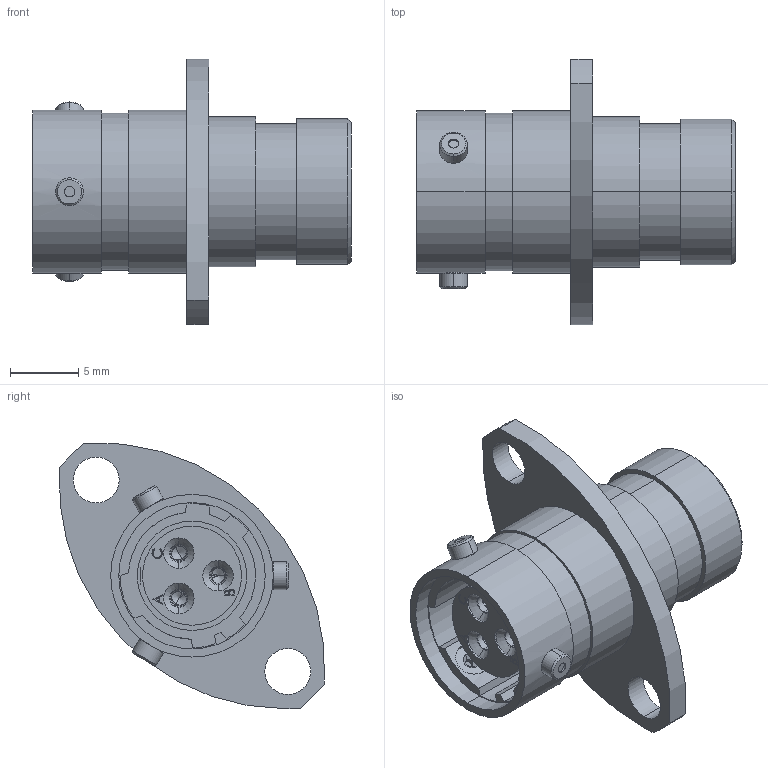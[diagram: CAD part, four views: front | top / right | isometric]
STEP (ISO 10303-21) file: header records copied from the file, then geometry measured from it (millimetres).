
FILE_DESCRIPTION (( 'STEP AP214' ), '1' );
FILE_NAME ('AS007-98SB.STEP', '2019-11-14T15:51:38', ( 'TE Connectivity' ), ( 'TE Connectivity' ), 'SwSTEP 2.0', 'SolidWorks 2016', '' );
FILE_SCHEMA (( 'AUTOMOTIVE_DESIGN' ));
Length unit declared in the file: millimetre
Products named in the file (1): AS007-98SB
Bounding box: 23.3 x 19.35 x 19.38 mm (x, y, z)
Volume: 1952.8 mm3; surface area: 4219.6 mm2
Topology: 18 solids, 18 shells, 695 faces, 1522 edges, 906 vertices
Faces by surface type: cylinder 221, plane 172, torus 132, cone 110, bspline 54, sphere 6
Entity records: 30629 total; most frequent: CARTESIAN_POINT 7417, DIRECTION 3394, ORIENTED_EDGE 3020, EDGE_CURVE 1510, AXIS2_PLACEMENT_3D 1398, VERTEX_POINT 906, EDGE_LOOP 794, CIRCLE 756
